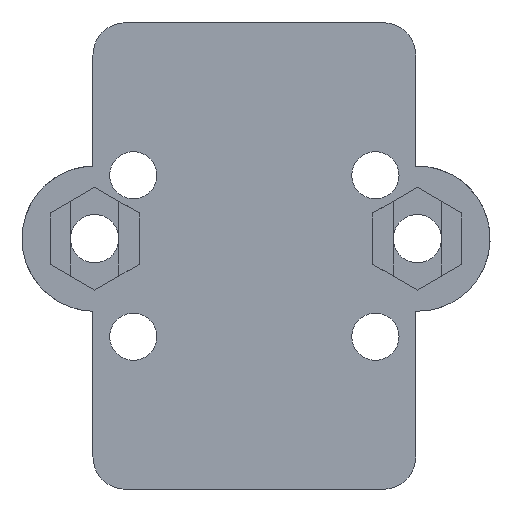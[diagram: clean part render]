
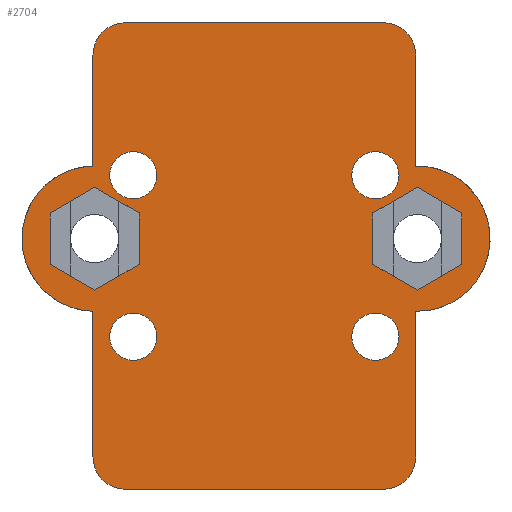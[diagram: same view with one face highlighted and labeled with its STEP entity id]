
A CAD part, front view. The second image highlights one B-rep face of the part: STEP entity #2704.
In plain terms, the highlighted planar face has unit normal (0, -1, 0).
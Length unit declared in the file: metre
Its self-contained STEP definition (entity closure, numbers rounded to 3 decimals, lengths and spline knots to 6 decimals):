
#179=CIRCLE('',#2887,0.002);
#180=CIRCLE('',#2888,0.0045);
#181=CIRCLE('',#2889,0.002);
#182=CIRCLE('',#2890,0.002);
#183=CIRCLE('',#2891,0.0045);
#184=CIRCLE('',#2892,0.002);
#185=CIRCLE('',#2893,0.001464);
#186=CIRCLE('',#2894,0.001464);
#187=CIRCLE('',#2895,0.001464);
#188=CIRCLE('',#2896,0.001464);
#348=ORIENTED_EDGE('',*,*,#1171,.F.);
#349=ORIENTED_EDGE('',*,*,#1172,.F.);
#350=ORIENTED_EDGE('',*,*,#1173,.F.);
#351=ORIENTED_EDGE('',*,*,#1174,.T.);
#352=ORIENTED_EDGE('',*,*,#1175,.F.);
#353=ORIENTED_EDGE('',*,*,#1176,.F.);
#354=ORIENTED_EDGE('',*,*,#1177,.T.);
#355=ORIENTED_EDGE('',*,*,#1178,.T.);
#356=ORIENTED_EDGE('',*,*,#1179,.T.);
#357=ORIENTED_EDGE('',*,*,#1180,.F.);
#358=ORIENTED_EDGE('',*,*,#1181,.T.);
#359=ORIENTED_EDGE('',*,*,#1182,.T.);
#360=ORIENTED_EDGE('',*,*,#1183,.F.);
#361=ORIENTED_EDGE('',*,*,#1184,.T.);
#362=ORIENTED_EDGE('',*,*,#1185,.F.);
#363=ORIENTED_EDGE('',*,*,#1186,.F.);
#364=ORIENTED_EDGE('',*,*,#1187,.F.);
#365=ORIENTED_EDGE('',*,*,#1188,.T.);
#366=ORIENTED_EDGE('',*,*,#1189,.T.);
#367=ORIENTED_EDGE('',*,*,#1190,.T.);
#368=ORIENTED_EDGE('',*,*,#1191,.T.);
#369=ORIENTED_EDGE('',*,*,#1192,.T.);
#370=ORIENTED_EDGE('',*,*,#1193,.T.);
#371=ORIENTED_EDGE('',*,*,#1194,.T.);
#372=ORIENTED_EDGE('',*,*,#1195,.F.);
#373=ORIENTED_EDGE('',*,*,#1196,.T.);
#374=ORIENTED_EDGE('',*,*,#1197,.T.);
#375=ORIENTED_EDGE('',*,*,#1198,.T.);
#1171=EDGE_CURVE('',#1580,#1581,#1814,.T.);
#1172=EDGE_CURVE('',#1582,#1580,#1815,.T.);
#1173=EDGE_CURVE('',#1583,#1582,#1816,.T.);
#1174=EDGE_CURVE('',#1583,#1584,#1817,.T.);
#1175=EDGE_CURVE('',#1585,#1584,#1818,.T.);
#1176=EDGE_CURVE('',#1581,#1585,#1819,.T.);
#1177=EDGE_CURVE('',#1586,#1587,#1820,.T.);
#1178=EDGE_CURVE('',#1587,#1588,#179,.F.);
#1179=EDGE_CURVE('',#1588,#1589,#1821,.T.);
#1180=EDGE_CURVE('',#1590,#1589,#180,.T.);
#1181=EDGE_CURVE('',#1590,#1591,#1822,.T.);
#1182=EDGE_CURVE('',#1591,#1592,#181,.F.);
#1183=EDGE_CURVE('',#1593,#1592,#1823,.T.);
#1184=EDGE_CURVE('',#1593,#1594,#182,.F.);
#1185=EDGE_CURVE('',#1595,#1594,#1824,.T.);
#1186=EDGE_CURVE('',#1596,#1595,#183,.T.);
#1187=EDGE_CURVE('',#1597,#1596,#1825,.T.);
#1188=EDGE_CURVE('',#1597,#1586,#184,.F.);
#1189=EDGE_CURVE('',#1598,#1598,#185,.T.);
#1190=EDGE_CURVE('',#1599,#1599,#186,.T.);
#1191=EDGE_CURVE('',#1600,#1600,#187,.T.);
#1192=EDGE_CURVE('',#1601,#1601,#188,.T.);
#1193=EDGE_CURVE('',#1602,#1603,#1826,.T.);
#1194=EDGE_CURVE('',#1603,#1604,#1827,.T.);
#1195=EDGE_CURVE('',#1605,#1604,#1828,.T.);
#1196=EDGE_CURVE('',#1605,#1606,#1829,.T.);
#1197=EDGE_CURVE('',#1606,#1607,#1830,.T.);
#1198=EDGE_CURVE('',#1607,#1602,#1831,.T.);
#1580=VERTEX_POINT('',#3987);
#1581=VERTEX_POINT('',#3988);
#1582=VERTEX_POINT('',#3990);
#1583=VERTEX_POINT('',#3992);
#1584=VERTEX_POINT('',#3994);
#1585=VERTEX_POINT('',#3996);
#1586=VERTEX_POINT('',#3999);
#1587=VERTEX_POINT('',#4000);
#1588=VERTEX_POINT('',#4002);
#1589=VERTEX_POINT('',#4004);
#1590=VERTEX_POINT('',#4006);
#1591=VERTEX_POINT('',#4008);
#1592=VERTEX_POINT('',#4010);
#1593=VERTEX_POINT('',#4012);
#1594=VERTEX_POINT('',#4014);
#1595=VERTEX_POINT('',#4016);
#1596=VERTEX_POINT('',#4018);
#1597=VERTEX_POINT('',#4020);
#1598=VERTEX_POINT('',#4023);
#1599=VERTEX_POINT('',#4025);
#1600=VERTEX_POINT('',#4027);
#1601=VERTEX_POINT('',#4029);
#1602=VERTEX_POINT('',#4031);
#1603=VERTEX_POINT('',#4032);
#1604=VERTEX_POINT('',#4034);
#1605=VERTEX_POINT('',#4036);
#1606=VERTEX_POINT('',#4038);
#1607=VERTEX_POINT('',#4040);
#1814=LINE('',#3986,#2076);
#1815=LINE('',#3989,#2077);
#1816=LINE('',#3991,#2078);
#1817=LINE('',#3993,#2079);
#1818=LINE('',#3995,#2080);
#1819=LINE('',#3997,#2081);
#1820=LINE('',#3998,#2082);
#1821=LINE('',#4003,#2083);
#1822=LINE('',#4007,#2084);
#1823=LINE('',#4011,#2085);
#1824=LINE('',#4015,#2086);
#1825=LINE('',#4019,#2087);
#1826=LINE('',#4030,#2088);
#1827=LINE('',#4033,#2089);
#1828=LINE('',#4035,#2090);
#1829=LINE('',#4037,#2091);
#1830=LINE('',#4039,#2092);
#1831=LINE('',#4041,#2093);
#2076=VECTOR('',#3175,1.);
#2077=VECTOR('',#3176,1.);
#2078=VECTOR('',#3177,1.);
#2079=VECTOR('',#3178,1.);
#2080=VECTOR('',#3179,1.);
#2081=VECTOR('',#3180,1.);
#2082=VECTOR('',#3181,1.);
#2083=VECTOR('',#3184,1.);
#2084=VECTOR('',#3187,1.);
#2085=VECTOR('',#3190,1.);
#2086=VECTOR('',#3193,1.);
#2087=VECTOR('',#3196,1.);
#2088=VECTOR('',#3207,1.);
#2089=VECTOR('',#3208,1.);
#2090=VECTOR('',#3209,1.);
#2091=VECTOR('',#3210,1.);
#2092=VECTOR('',#3211,1.);
#2093=VECTOR('',#3212,1.);
#2288=EDGE_LOOP('',(#348,#349,#350,#351,#352,#353));
#2289=EDGE_LOOP('',(#354,#355,#356,#357,#358,#359,#360,#361,#362,#363,#364,
#365));
#2290=EDGE_LOOP('',(#366));
#2291=EDGE_LOOP('',(#367));
#2292=EDGE_LOOP('',(#368));
#2293=EDGE_LOOP('',(#369));
#2294=EDGE_LOOP('',(#370,#371,#372,#373,#374,#375));
#2458=FACE_BOUND('',#2288,.T.);
#2459=FACE_BOUND('',#2289,.T.);
#2460=FACE_BOUND('',#2290,.T.);
#2461=FACE_BOUND('',#2291,.T.);
#2462=FACE_BOUND('',#2292,.T.);
#2463=FACE_BOUND('',#2293,.T.);
#2464=FACE_BOUND('',#2294,.T.);
#2621=PLANE('',#2886);
#2704=ADVANCED_FACE('',(#2458,#2459,#2460,#2461,#2462,#2463,#2464),#2621,
 .F.);
#2886=AXIS2_PLACEMENT_3D('',#3985,#3173,#3174);
#2887=AXIS2_PLACEMENT_3D('',#4001,#3182,#3183);
#2888=AXIS2_PLACEMENT_3D('',#4005,#3185,#3186);
#2889=AXIS2_PLACEMENT_3D('',#4009,#3188,#3189);
#2890=AXIS2_PLACEMENT_3D('',#4013,#3191,#3192);
#2891=AXIS2_PLACEMENT_3D('',#4017,#3194,#3195);
#2892=AXIS2_PLACEMENT_3D('',#4021,#3197,#3198);
#2893=AXIS2_PLACEMENT_3D('',#4022,#3199,#3200);
#2894=AXIS2_PLACEMENT_3D('',#4024,#3201,#3202);
#2895=AXIS2_PLACEMENT_3D('',#4026,#3203,#3204);
#2896=AXIS2_PLACEMENT_3D('',#4028,#3205,#3206);
#3173=DIRECTION('',(0.,1.,0.));
#3174=DIRECTION('',(-1.,0.,0.));
#3175=DIRECTION('',(0.,0.,-1.));
#3176=DIRECTION('',(-0.866,0.,-0.5));
#3177=DIRECTION('',(-0.866,0.,0.5));
#3178=DIRECTION('',(0.,0.,-1.));
#3179=DIRECTION('',(0.866,0.,0.5));
#3180=DIRECTION('',(0.866,0.,-0.5));
#3181=DIRECTION('',(-1.,0.,0.));
#3182=DIRECTION('',(0.,1.,0.));
#3183=DIRECTION('',(0.,0.,1.));
#3184=DIRECTION('',(0.,0.,-1.));
#3185=DIRECTION('',(0.,1.,0.));
#3186=DIRECTION('',(0.,0.,1.));
#3187=DIRECTION('',(0.,0.,-1.));
#3188=DIRECTION('',(0.,1.,0.));
#3189=DIRECTION('',(0.,0.,1.));
#3190=DIRECTION('',(-1.,0.,0.));
#3191=DIRECTION('',(0.,1.,0.));
#3192=DIRECTION('',(0.,0.,1.));
#3193=DIRECTION('',(0.,0.,-1.));
#3194=DIRECTION('',(0.,1.,0.));
#3195=DIRECTION('',(0.,0.,1.));
#3196=DIRECTION('',(0.,0.,-1.));
#3197=DIRECTION('',(0.,1.,0.));
#3198=DIRECTION('',(0.,0.,1.));
#3199=DIRECTION('',(0.,1.,0.));
#3200=DIRECTION('',(0.,0.,1.));
#3201=DIRECTION('',(0.,1.,0.));
#3202=DIRECTION('',(0.,0.,1.));
#3203=DIRECTION('',(0.,1.,0.));
#3204=DIRECTION('',(0.,0.,1.));
#3205=DIRECTION('',(0.,1.,0.));
#3206=DIRECTION('',(0.,0.,1.));
#3207=DIRECTION('',(0.866,0.,0.5));
#3208=DIRECTION('',(0.866,0.,-0.5));
#3209=DIRECTION('',(0.,0.,1.));
#3210=DIRECTION('',(-0.866,0.,-0.5));
#3211=DIRECTION('',(-0.866,0.,0.5));
#3212=DIRECTION('',(0.,0.,1.));
#3985=CARTESIAN_POINT('',(0.129099,0.039294,0.34045));
#3986=CARTESIAN_POINT('',(0.126241,0.039294,0.351723));
#3987=CARTESIAN_POINT('',(0.126241,0.039294,0.352567));
#3988=CARTESIAN_POINT('',(0.126241,0.039294,0.34938));
#3989=CARTESIAN_POINT('',(0.128271,0.039294,0.353738));
#3990=CARTESIAN_POINT('',(0.129001,0.039294,0.35416));
#3991=CARTESIAN_POINT('',(0.131031,0.039294,0.352988));
#3992=CARTESIAN_POINT('',(0.131761,0.039294,0.352567));
#3993=CARTESIAN_POINT('',(0.131761,0.039294,0.350223));
#3994=CARTESIAN_POINT('',(0.131761,0.039294,0.34938));
#3995=CARTESIAN_POINT('',(0.129731,0.039294,0.348208));
#3996=CARTESIAN_POINT('',(0.129001,0.039294,0.347786));
#3997=CARTESIAN_POINT('',(0.126971,0.039294,0.348958));
#3998=CARTESIAN_POINT('',(0.138899,0.039294,0.36435));
#3999=CARTESIAN_POINT('',(0.146899,0.039294,0.36435));
#4000=CARTESIAN_POINT('',(0.130899,0.039294,0.36435));
#4001=CARTESIAN_POINT('',(0.130899,0.039294,0.36235));
#4002=CARTESIAN_POINT('',(0.128899,0.039294,0.36235));
#4003=CARTESIAN_POINT('',(0.128899,0.039294,0.36185));
#4004=CARTESIAN_POINT('',(0.128899,0.039294,0.355472));
#4005=CARTESIAN_POINT('',(0.129001,0.039294,0.350973));
#4006=CARTESIAN_POINT('',(0.128899,0.039294,0.346474));
#4007=CARTESIAN_POINT('',(0.128899,0.039294,0.343462));
#4008=CARTESIAN_POINT('',(0.128899,0.039294,0.33745));
#4009=CARTESIAN_POINT('',(0.130899,0.039294,0.33745));
#4010=CARTESIAN_POINT('',(0.130899,0.039294,0.33545));
#4011=CARTESIAN_POINT('',(0.148699,0.039294,0.33545));
#4012=CARTESIAN_POINT('',(0.146899,0.039294,0.33545));
#4013=CARTESIAN_POINT('',(0.146899,0.039294,0.33745));
#4014=CARTESIAN_POINT('',(0.148899,0.039294,0.33745));
#4015=CARTESIAN_POINT('',(0.148899,0.039294,0.33795));
#4016=CARTESIAN_POINT('',(0.148899,0.039294,0.346474));
#4017=CARTESIAN_POINT('',(0.149001,0.039294,0.350973));
#4018=CARTESIAN_POINT('',(0.148899,0.039294,0.355472));
#4019=CARTESIAN_POINT('',(0.148899,0.039294,0.357411));
#4020=CARTESIAN_POINT('',(0.148899,0.039294,0.36235));
#4021=CARTESIAN_POINT('',(0.146899,0.039294,0.36235));
#4022=CARTESIAN_POINT('',(0.146399,0.039294,0.3549));
#4023=CARTESIAN_POINT('',(0.146399,0.039294,0.356364));
#4024=CARTESIAN_POINT('',(0.146399,0.039294,0.3449));
#4025=CARTESIAN_POINT('',(0.146399,0.039294,0.346364));
#4026=CARTESIAN_POINT('',(0.131399,0.039294,0.3449));
#4027=CARTESIAN_POINT('',(0.131399,0.039294,0.346364));
#4028=CARTESIAN_POINT('',(0.131399,0.039294,0.3549));
#4029=CARTESIAN_POINT('',(0.131399,0.039294,0.356364));
#4030=CARTESIAN_POINT('',(0.148271,0.039294,0.353738));
#4031=CARTESIAN_POINT('',(0.146241,0.039294,0.352567));
#4032=CARTESIAN_POINT('',(0.149001,0.039294,0.35416));
#4033=CARTESIAN_POINT('',(0.151031,0.039294,0.352988));
#4034=CARTESIAN_POINT('',(0.151761,0.039294,0.352567));
#4035=CARTESIAN_POINT('',(0.151761,0.039294,0.350223));
#4036=CARTESIAN_POINT('',(0.151761,0.039294,0.34938));
#4037=CARTESIAN_POINT('',(0.149731,0.039294,0.348208));
#4038=CARTESIAN_POINT('',(0.149001,0.039294,0.347786));
#4039=CARTESIAN_POINT('',(0.146971,0.039294,0.348958));
#4040=CARTESIAN_POINT('',(0.146241,0.039294,0.34938));
#4041=CARTESIAN_POINT('',(0.146241,0.039294,0.351723));
